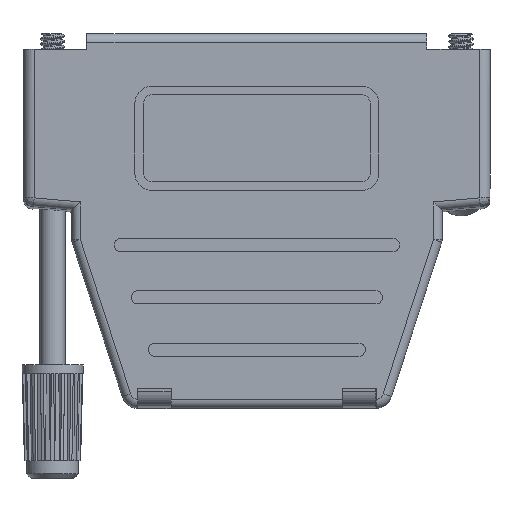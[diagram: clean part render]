
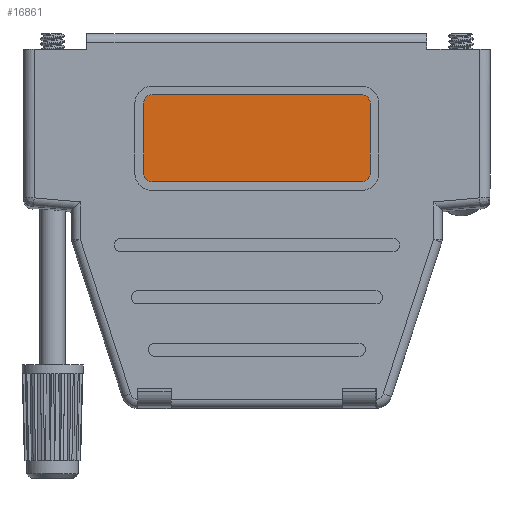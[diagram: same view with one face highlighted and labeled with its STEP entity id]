
A CAD part, front view. The second image highlights one B-rep face of the part: STEP entity #16861.
In plain terms, the highlighted planar face has unit normal (0, -1, 0).
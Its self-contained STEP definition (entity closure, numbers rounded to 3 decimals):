
#111 = DIRECTION ( 'NONE',  ( 0., 0., -1. ) ) ;
#149 = CARTESIAN_POINT ( 'NONE',  ( 12., 0.2, -7. ) ) ;
#824 = CIRCLE ( 'NONE', #8567, 1. ) ;
#1734 = CARTESIAN_POINT ( 'NONE',  ( 13., 0.2, -16. ) ) ;
#2621 = VERTEX_POINT ( 'NONE', #11479 ) ;
#2979 = VECTOR ( 'NONE', #23792, 1000. ) ;
#3176 = DIRECTION ( 'NONE',  ( 0., 0., -1. ) ) ;
#3307 = ORIENTED_EDGE ( 'NONE', *, *, #23767, .T. ) ;
#3792 = DIRECTION ( 'NONE',  ( 0., 0., -1. ) ) ;
#4762 = EDGE_CURVE ( 'NONE', #27343, #2621, #21284, .T. ) ;
#5025 = EDGE_CURVE ( 'NONE', #2621, #20094, #19101, .T. ) ;
#6165 = DIRECTION ( 'NONE',  ( 0., 0., -1. ) ) ;
#6652 = DIRECTION ( 'NONE',  ( 0., 0., -1. ) ) ;
#6671 = AXIS2_PLACEMENT_3D ( 'NONE', #8768, #22640, #6652 ) ;
#7717 = CARTESIAN_POINT ( 'NONE',  ( 12., 0.2, -8. ) ) ;
#7931 = VERTEX_POINT ( 'NONE', #1734 ) ;
#8295 = CARTESIAN_POINT ( 'NONE',  ( -12., 0.2, -17. ) ) ;
#8567 = AXIS2_PLACEMENT_3D ( 'NONE', #20030, #22449, #6165 ) ;
#8632 = CARTESIAN_POINT ( 'NONE',  ( -12., 0.2, -8. ) ) ;
#8668 = EDGE_CURVE ( 'NONE', #7931, #27343, #12980, .T. ) ;
#8768 = CARTESIAN_POINT ( 'NONE',  ( -12., 0.2, -16. ) ) ;
#10405 = CARTESIAN_POINT ( 'NONE',  ( -12., 0.2, -17. ) ) ;
#10554 = DIRECTION ( 'NONE',  ( 0., 0., 1. ) ) ;
#11288 = CARTESIAN_POINT ( 'NONE',  ( 13., 0.2, -8. ) ) ;
#11301 = PLANE ( 'NONE',  #16965 ) ;
#11450 = CARTESIAN_POINT ( 'NONE',  ( 12., 0.2, -8. ) ) ;
#11479 = CARTESIAN_POINT ( 'NONE',  ( 12., 0.2, -7. ) ) ;
#12712 = LINE ( 'NONE', #23715, #22916 ) ;
#12980 = LINE ( 'NONE', #20330, #25262 ) ;
#13670 = ORIENTED_EDGE ( 'NONE', *, *, #21176, .T. ) ;
#15300 = EDGE_LOOP ( 'NONE', ( #18824, #29229, #13670, #25902, #3307, #24687, #29632, #29317 ) ) ;
#15641 = CARTESIAN_POINT ( 'NONE',  ( 12., 0.2, -17. ) ) ;
#16273 = FACE_OUTER_BOUND ( 'NONE', #15300, .T. ) ;
#16300 = CIRCLE ( 'NONE', #6671, 1. ) ;
#16689 = EDGE_CURVE ( 'NONE', #25542, #18389, #20999, .T. ) ;
#16861 = ADVANCED_FACE ( 'NONE', ( #16273 ), #11301, .T. ) ;
#16965 = AXIS2_PLACEMENT_3D ( 'NONE', #11450, #25504, #111 ) ;
#17376 = DIRECTION ( 'NONE',  ( 0., 0., -1. ) ) ;
#17949 = AXIS2_PLACEMENT_3D ( 'NONE', #7717, #23860, #3176 ) ;
#18389 = VERTEX_POINT ( 'NONE', #15641 ) ;
#18824 = ORIENTED_EDGE ( 'NONE', *, *, #4762, .T. ) ;
#18866 = VECTOR ( 'NONE', #27851, 1000. ) ;
#19101 = LINE ( 'NONE', #149, #2979 ) ;
#20030 = CARTESIAN_POINT ( 'NONE',  ( 12., 0.2, -16. ) ) ;
#20094 = VERTEX_POINT ( 'NONE', #22526 ) ;
#20231 = DIRECTION ( 'NONE',  ( 0., -1., 0. ) ) ;
#20330 = CARTESIAN_POINT ( 'NONE',  ( 13., 0.2, -16. ) ) ;
#20980 = AXIS2_PLACEMENT_3D ( 'NONE', #8632, #20231, #3792 ) ;
#20999 = LINE ( 'NONE', #10405, #18866 ) ;
#21084 = EDGE_CURVE ( 'NONE', #28545, #22738, #12712, .T. ) ;
#21176 = EDGE_CURVE ( 'NONE', #20094, #28545, #27790, .T. ) ;
#21284 = CIRCLE ( 'NONE', #17949, 1. ) ;
#22449 = DIRECTION ( 'NONE',  ( 0., -1., 0. ) ) ;
#22526 = CARTESIAN_POINT ( 'NONE',  ( -12., 0.2, -7. ) ) ;
#22640 = DIRECTION ( 'NONE',  ( 0., -1., 0. ) ) ;
#22738 = VERTEX_POINT ( 'NONE', #23814 ) ;
#22869 = EDGE_CURVE ( 'NONE', #18389, #7931, #824, .T. ) ;
#22916 = VECTOR ( 'NONE', #17376, 1000. ) ;
#23715 = CARTESIAN_POINT ( 'NONE',  ( -13., 0.2, -8. ) ) ;
#23767 = EDGE_CURVE ( 'NONE', #22738, #25542, #16300, .T. ) ;
#23792 = DIRECTION ( 'NONE',  ( -1., 0., 0. ) ) ;
#23814 = CARTESIAN_POINT ( 'NONE',  ( -13., 0.2, -16. ) ) ;
#23860 = DIRECTION ( 'NONE',  ( 0., -1., 0. ) ) ;
#24687 = ORIENTED_EDGE ( 'NONE', *, *, #16689, .T. ) ;
#25262 = VECTOR ( 'NONE', #10554, 1000. ) ;
#25504 = DIRECTION ( 'NONE',  ( 0., -1., 0. ) ) ;
#25542 = VERTEX_POINT ( 'NONE', #8295 ) ;
#25902 = ORIENTED_EDGE ( 'NONE', *, *, #21084, .T. ) ;
#26812 = CARTESIAN_POINT ( 'NONE',  ( -13., 0.2, -8. ) ) ;
#27343 = VERTEX_POINT ( 'NONE', #11288 ) ;
#27790 = CIRCLE ( 'NONE', #20980, 1. ) ;
#27851 = DIRECTION ( 'NONE',  ( 1., 0., 0. ) ) ;
#28545 = VERTEX_POINT ( 'NONE', #26812 ) ;
#29229 = ORIENTED_EDGE ( 'NONE', *, *, #5025, .T. ) ;
#29317 = ORIENTED_EDGE ( 'NONE', *, *, #8668, .T. ) ;
#29632 = ORIENTED_EDGE ( 'NONE', *, *, #22869, .T. ) ;
